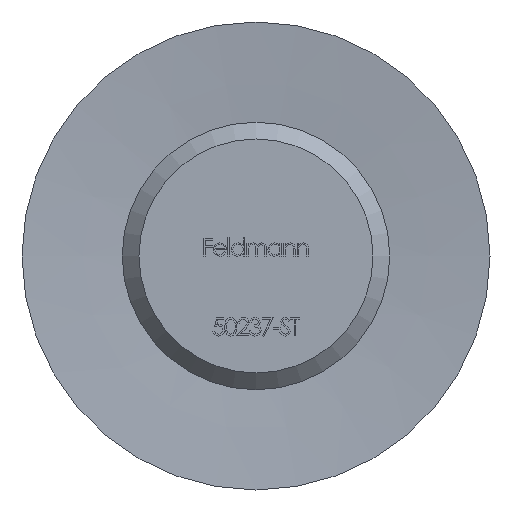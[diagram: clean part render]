
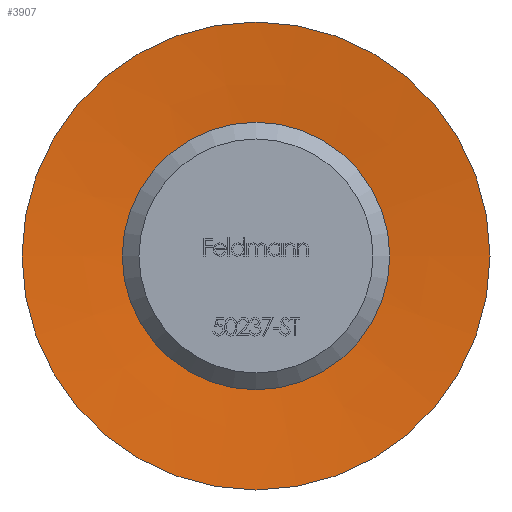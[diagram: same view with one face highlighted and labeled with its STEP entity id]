
A CAD part, front view. The second image highlights one B-rep face of the part: STEP entity #3907.
In plain terms, the highlighted conical face has half-angle 85 degrees and reference radius 3.373 mm.
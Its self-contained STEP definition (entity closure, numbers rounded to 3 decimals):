
#204 = FACE_BOUND ( 'NONE', #2997, .T. ) ;
#1195 = EDGE_LOOP ( 'NONE', ( #5106 ) ) ;
#1218 = CARTESIAN_POINT ( 'NONE',  ( 0., 0.317, 0. ) ) ;
#2588 = EDGE_CURVE ( 'NONE', #5428, #5428, #3117, .T. ) ;
#2714 = DIRECTION ( 'NONE',  ( 0., -1., 0. ) ) ;
#2997 = EDGE_LOOP ( 'NONE', ( #7069 ) ) ;
#3117 = CIRCLE ( 'NONE', #8731, 7. ) ;
#3680 = CARTESIAN_POINT ( 'NONE',  ( 0., 0., 0. ) ) ;
#3907 = ADVANCED_FACE ( 'NONE', ( #6344, #204 ), #5475, .F. ) ;
#5018 = CARTESIAN_POINT ( 'NONE',  ( 7., 0., 0. ) ) ;
#5106 = ORIENTED_EDGE ( 'NONE', *, *, #2588, .T. ) ;
#5314 = CIRCLE ( 'NONE', #9570, 3.373 ) ;
#5428 = VERTEX_POINT ( 'NONE', #5018 ) ;
#5475 = CONICAL_SURFACE ( 'NONE', #10335, 3.373, 1.484 ) ;
#5717 = VERTEX_POINT ( 'NONE', #5974 ) ;
#5974 = CARTESIAN_POINT ( 'NONE',  ( 3.373, 0.317, 0. ) ) ;
#6344 = FACE_OUTER_BOUND ( 'NONE', #1195, .T. ) ;
#6658 = DIRECTION ( 'NONE',  ( 0., -1., 0. ) ) ;
#7069 = ORIENTED_EDGE ( 'NONE', *, *, #7633, .F. ) ;
#7633 = EDGE_CURVE ( 'NONE', #5717, #5717, #5314, .T. ) ;
#8731 = AXIS2_PLACEMENT_3D ( 'NONE', #3680, #2714, #10850 ) ;
#9336 = DIRECTION ( 'NONE',  ( 1., 0., 0. ) ) ;
#9570 = AXIS2_PLACEMENT_3D ( 'NONE', #11304, #6658, #10285 ) ;
#10285 = DIRECTION ( 'NONE',  ( 1., 0., 0. ) ) ;
#10288 = DIRECTION ( 'NONE',  ( 0., -1., 0. ) ) ;
#10335 = AXIS2_PLACEMENT_3D ( 'NONE', #1218, #10288, #9336 ) ;
#10850 = DIRECTION ( 'NONE',  ( 1., 0., 0. ) ) ;
#11304 = CARTESIAN_POINT ( 'NONE',  ( 0., 0.317, 0. ) ) ;
